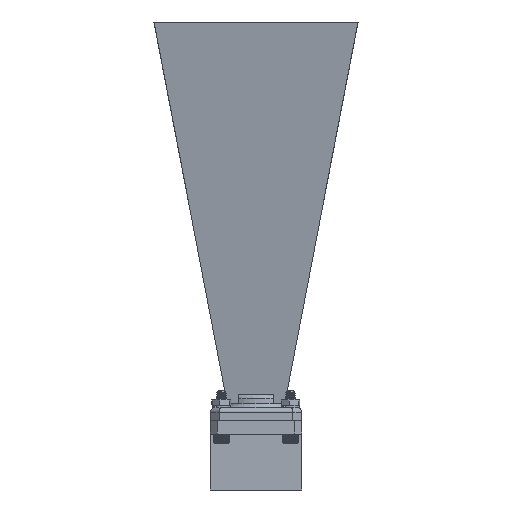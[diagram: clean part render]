
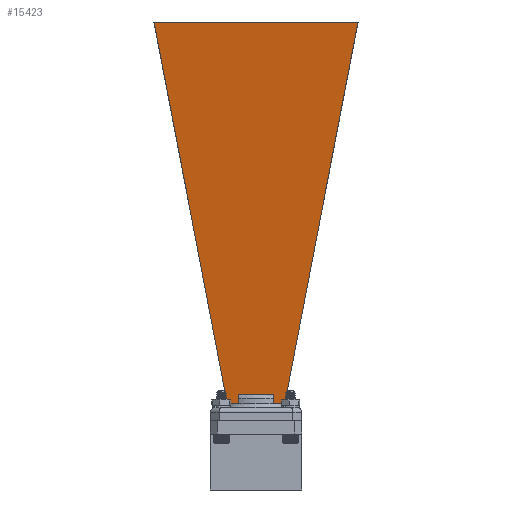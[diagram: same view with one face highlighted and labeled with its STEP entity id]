
A CAD part, front view. The second image highlights one B-rep face of the part: STEP entity #15423.
In plain terms, the highlighted face is planar.
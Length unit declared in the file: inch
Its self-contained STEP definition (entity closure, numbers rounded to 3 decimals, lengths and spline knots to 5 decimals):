
#26 = VECTOR ( 'NONE', #6059, 39.37008 ) ;
#427 = VECTOR ( 'NONE', #21689, 39.37008 ) ;
#446 = VERTEX_POINT ( 'NONE', #20292 ) ;
#528 = VERTEX_POINT ( 'NONE', #15137 ) ;
#1260 = CARTESIAN_POINT ( 'NONE',  ( -1.47009, 5.74004, 1.119 ) ) ;
#1457 = ORIENTED_EDGE ( 'NONE', *, *, #23461, .F. ) ;
#1571 = ORIENTED_EDGE ( 'NONE', *, *, #20532, .T. ) ;
#2541 = LINE ( 'NONE', #5764, #21293 ) ;
#3252 = VERTEX_POINT ( 'NONE', #10538 ) ;
#3833 = DIRECTION ( 'NONE',  ( 0., 0.987, 0.16 ) ) ;
#4452 = ORIENTED_EDGE ( 'NONE', *, *, #15664, .F. ) ;
#4819 = EDGE_LOOP ( 'NONE', ( #10095, #12415, #1457, #7422, #4452, #18380, #13159, #1571 ) ) ;
#5627 = VERTEX_POINT ( 'NONE', #15922 ) ;
#5741 = CARTESIAN_POINT ( 'NONE',  ( 1.47009, 5.74004, 1.119 ) ) ;
#5764 = CARTESIAN_POINT ( 'NONE',  ( 0.251, 0.20037, 0.22081 ) ) ;
#6059 = DIRECTION ( 'NONE',  ( 1., 0., 0. ) ) ;
#7422 = ORIENTED_EDGE ( 'NONE', *, *, #8616, .T. ) ;
#7547 = LINE ( 'NONE', #8945, #427 ) ;
#8616 = EDGE_CURVE ( 'NONE', #446, #528, #11427, .T. ) ;
#8743 = VECTOR ( 'NONE', #13405, 39.37008 ) ;
#8945 = CARTESIAN_POINT ( 'NONE',  ( -0.5791, 1.10438, 0.36739 ) ) ;
#9220 = DIRECTION ( 'NONE',  ( 0., -0.16, 0.987 ) ) ;
#9306 = PLANE ( 'NONE',  #11398 ) ;
#10054 = EDGE_CURVE ( 'NONE', #3252, #22832, #18916, .T. ) ;
#10095 = ORIENTED_EDGE ( 'NONE', *, *, #23168, .F. ) ;
#10538 = CARTESIAN_POINT ( 'NONE',  ( 0.41489, 0.25, 0.22886 ) ) ;
#11082 = EDGE_CURVE ( 'NONE', #3252, #13796, #13128, .T. ) ;
#11142 = CARTESIAN_POINT ( 'NONE',  ( 6.63494, -0.02975, 0.1835 ) ) ;
#11398 = AXIS2_PLACEMENT_3D ( 'NONE', #11142, #9220, #21901 ) ;
#11427 = LINE ( 'NONE', #13301, #26 ) ;
#11701 = VERTEX_POINT ( 'NONE', #1260 ) ;
#11948 = LINE ( 'NONE', #17743, #22143 ) ;
#11970 = VECTOR ( 'NONE', #19353, 39.37008 ) ;
#12178 = EDGE_CURVE ( 'NONE', #5627, #20965, #11948, .T. ) ;
#12415 = ORIENTED_EDGE ( 'NONE', *, *, #12178, .F. ) ;
#12697 = CARTESIAN_POINT ( 'NONE',  ( -0.251, 0.20037, 0.22081 ) ) ;
#13128 = LINE ( 'NONE', #17224, #11970 ) ;
#13159 = ORIENTED_EDGE ( 'NONE', *, *, #11082, .T. ) ;
#13301 = CARTESIAN_POINT ( 'NONE',  ( -0.95827, 0.375, 0.24913 ) ) ;
#13339 = CARTESIAN_POINT ( 'NONE',  ( 0.251, 0.25, 0.22886 ) ) ;
#13405 = DIRECTION ( 'NONE',  ( -1., 0., 0. ) ) ;
#13796 = VERTEX_POINT ( 'NONE', #5741 ) ;
#14069 = VECTOR ( 'NONE', #17807, 39.37008 ) ;
#15012 = CARTESIAN_POINT ( 'NONE',  ( 6.63494, 5.74004, 1.119 ) ) ;
#15137 = CARTESIAN_POINT ( 'NONE',  ( 0.251, 0.375, 0.24913 ) ) ;
#15423 = ADVANCED_FACE ( 'NONE', ( #18497 ), #9306, .T. ) ;
#15664 = EDGE_CURVE ( 'NONE', #22832, #528, #2541, .T. ) ;
#15922 = CARTESIAN_POINT ( 'NONE',  ( -0.251, 0.25, 0.22886 ) ) ;
#16356 = DIRECTION ( 'NONE',  ( 0., -0.987, -0.16 ) ) ;
#16625 = LINE ( 'NONE', #12697, #23402 ) ;
#16800 = CARTESIAN_POINT ( 'NONE',  ( -0.41489, 0.25, 0.22886 ) ) ;
#17224 = CARTESIAN_POINT ( 'NONE',  ( 0.5791, 1.10438, 0.36739 ) ) ;
#17743 = CARTESIAN_POINT ( 'NONE',  ( -0.251, 0.25, 0.22886 ) ) ;
#17807 = DIRECTION ( 'NONE',  ( -1., 0., 0. ) ) ;
#18380 = ORIENTED_EDGE ( 'NONE', *, *, #10054, .F. ) ;
#18497 = FACE_OUTER_BOUND ( 'NONE', #4819, .T. ) ;
#18916 = LINE ( 'NONE', #21726, #14069 ) ;
#19353 = DIRECTION ( 'NONE',  ( 0.186, 0.97, 0.157 ) ) ;
#19426 = DIRECTION ( 'NONE',  ( -1., 0., 0. ) ) ;
#19548 = LINE ( 'NONE', #15012, #8743 ) ;
#20292 = CARTESIAN_POINT ( 'NONE',  ( -0.251, 0.375, 0.24913 ) ) ;
#20532 = EDGE_CURVE ( 'NONE', #13796, #11701, #19548, .T. ) ;
#20965 = VERTEX_POINT ( 'NONE', #16800 ) ;
#21293 = VECTOR ( 'NONE', #3833, 39.37008 ) ;
#21689 = DIRECTION ( 'NONE',  ( -0.186, 0.97, 0.157 ) ) ;
#21726 = CARTESIAN_POINT ( 'NONE',  ( 0.54797, 0.25, 0.22886 ) ) ;
#21901 = DIRECTION ( 'NONE',  ( 0., -0.987, -0.16 ) ) ;
#22143 = VECTOR ( 'NONE', #19426, 39.37008 ) ;
#22832 = VERTEX_POINT ( 'NONE', #13339 ) ;
#23168 = EDGE_CURVE ( 'NONE', #20965, #11701, #7547, .T. ) ;
#23402 = VECTOR ( 'NONE', #16356, 39.37008 ) ;
#23461 = EDGE_CURVE ( 'NONE', #446, #5627, #16625, .T. ) ;
